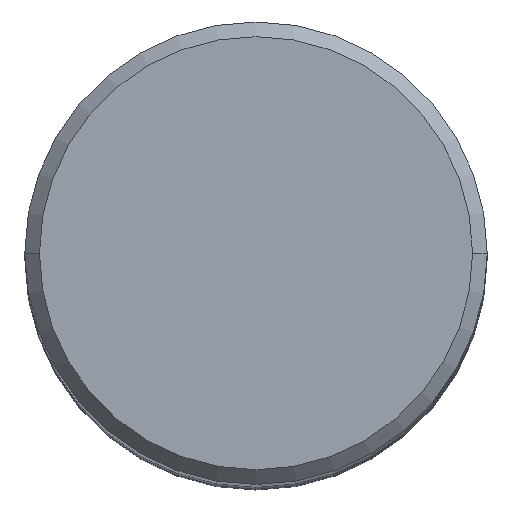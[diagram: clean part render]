
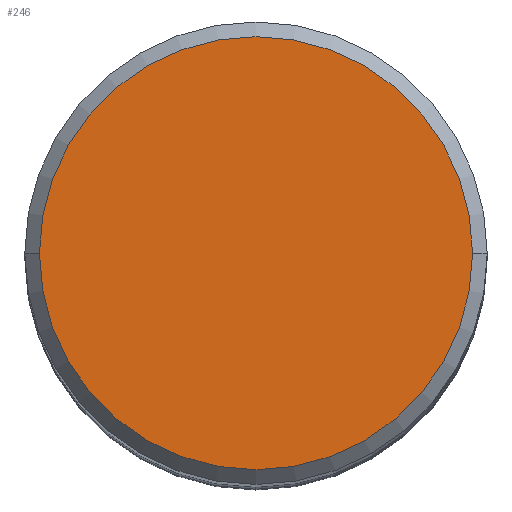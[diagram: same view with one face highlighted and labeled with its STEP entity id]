
A CAD part, top view. The second image highlights one B-rep face of the part: STEP entity #246.
In plain terms, the highlighted planar face has unit normal (0, 0, 1).
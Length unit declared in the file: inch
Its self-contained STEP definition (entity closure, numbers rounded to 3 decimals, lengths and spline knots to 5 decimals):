
#5 = DIRECTION ( 'NONE',  ( 0., 0., 1. ) ) ;
#20 = AXIS2_PLACEMENT_3D ( 'NONE', #385, #5, #215 ) ;
#59 = EDGE_LOOP ( 'NONE', ( #281, #443 ) ) ;
#70 = CARTESIAN_POINT ( 'NONE',  ( 0.29495, 0., 0. ) ) ;
#90 = CARTESIAN_POINT ( 'NONE',  ( 0., 0.29495, 0. ) ) ;
#116 = CIRCLE ( 'NONE', #500, 0.29495 ) ;
#155 = DIRECTION ( 'NONE',  ( 1., 0., 0. ) ) ;
#157 = EDGE_CURVE ( 'NONE', #188, #544, #172, .T. ) ;
#172 = CIRCLE ( 'NONE', #20, 0.29495 ) ;
#188 = VERTEX_POINT ( 'NONE', #263 ) ;
#207 = DIRECTION ( 'NONE',  ( 0., 0., -1. ) ) ;
#215 = DIRECTION ( 'NONE',  ( 1., 0., 0. ) ) ;
#218 = CARTESIAN_POINT ( 'NONE',  ( 0., 0., 0. ) ) ;
#226 = DIRECTION ( 'NONE',  ( -1., 0., 0. ) ) ;
#239 = AXIS2_PLACEMENT_3D ( 'NONE', #90, #207, #226 ) ;
#246 = ADVANCED_FACE ( 'NONE', ( #391 ), #434, .F. ) ;
#263 = CARTESIAN_POINT ( 'NONE',  ( -0.29495, 0., 0. ) ) ;
#281 = ORIENTED_EDGE ( 'NONE', *, *, #157, .T. ) ;
#385 = CARTESIAN_POINT ( 'NONE',  ( 0., 0., 0. ) ) ;
#391 = FACE_OUTER_BOUND ( 'NONE', #59, .T. ) ;
#392 = EDGE_CURVE ( 'NONE', #544, #188, #116, .T. ) ;
#434 = PLANE ( 'NONE',  #239 ) ;
#443 = ORIENTED_EDGE ( 'NONE', *, *, #392, .T. ) ;
#500 = AXIS2_PLACEMENT_3D ( 'NONE', #218, #531, #155 ) ;
#531 = DIRECTION ( 'NONE',  ( 0., 0., 1. ) ) ;
#544 = VERTEX_POINT ( 'NONE', #70 ) ;
